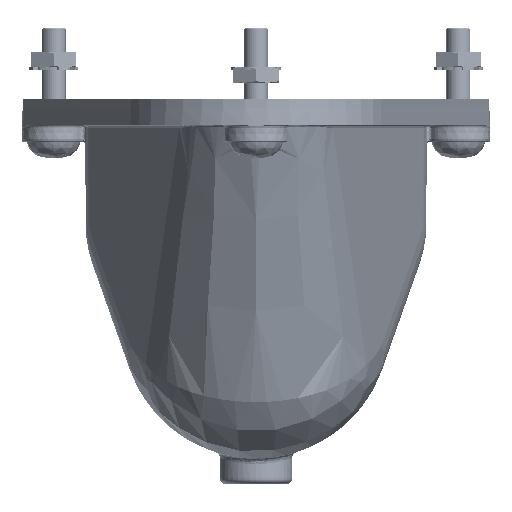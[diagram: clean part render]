
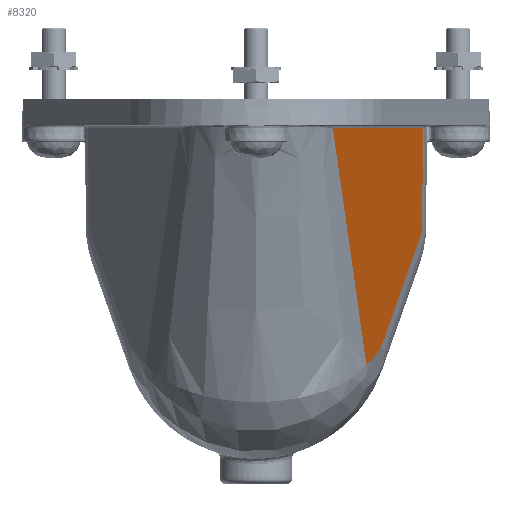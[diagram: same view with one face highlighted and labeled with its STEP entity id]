
A CAD part, front view. The second image highlights one B-rep face of the part: STEP entity #8320.
In plain terms, the highlighted planar face has unit normal (0.953, -0.302, -0.009).
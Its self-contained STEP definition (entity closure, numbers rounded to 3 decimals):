
#2223=CARTESIAN_POINT('',(19.364,41.153,-44.955));
#2563=DIRECTION('',(-0.302,-0.953,0.));
#2564=VECTOR('',#2563,52.337);
#2565=CARTESIAN_POINT('',(29.294,71.257,-3.496));
#2566=LINE('',#2565,#2564);
#2567=DIRECTION('',(-0.009,0.001,-1.));
#2568=VECTOR('',#2567,17.363);
#2569=CARTESIAN_POINT('',(29.294,71.257,-3.496));
#2570=LINE('',#2569,#2568);
#2571=CARTESIAN_POINT('',(29.142,71.281,-20.858));
#2572=CARTESIAN_POINT('',(29.141,71.281,-20.98));
#2573=CARTESIAN_POINT('',(29.13,71.254,-21.23));
#2574=CARTESIAN_POINT('',(29.081,71.109,-21.635));
#2575=CARTESIAN_POINT('',(28.992,70.842,-22.058));
#2576=CARTESIAN_POINT('',(28.906,70.578,-22.342));
#2577=CARTESIAN_POINT('',(28.855,70.424,-22.484));
#2579=DIRECTION('',(-0.233,-0.716,-0.658));
#2580=VECTOR('',#2579,28.082);
#2581=CARTESIAN_POINT('',(28.855,70.424,-22.484));
#2582=LINE('',#2581,#2580);
#2583=CARTESIAN_POINT('',(22.31,50.323,-40.968));
#2584=CARTESIAN_POINT('',(22.214,50.029,-41.238));
#2585=CARTESIAN_POINT('',(22.02,49.431,-41.703));
#2586=CARTESIAN_POINT('',(21.743,48.572,-42.244));
#2587=CARTESIAN_POINT('',(21.481,47.761,-42.682));
#2588=CARTESIAN_POINT('',(21.231,46.984,-43.053));
#2589=CARTESIAN_POINT('',(20.984,46.212,-43.384));
#2590=CARTESIAN_POINT('',(20.727,45.414,-43.695));
#2591=CARTESIAN_POINT('',(20.465,44.595,-43.984));
#2592=CARTESIAN_POINT('',(20.198,43.761,-44.253));
#2593=CARTESIAN_POINT('',(19.929,42.92,-44.501));
#2594=CARTESIAN_POINT('',(19.657,42.069,-44.731));
#2595=CARTESIAN_POINT('',(19.463,41.463,-44.882));
#2596=CARTESIAN_POINT('',(19.364,41.153,-44.955));
#2598=CARTESIAN_POINT('',(19.364,41.153,-44.955));
#2599=CARTESIAN_POINT('',(17.399,34.559,-31.136));
#2600=CARTESIAN_POINT('',(15.434,27.965,-17.316));
#2601=CARTESIAN_POINT('',(13.468,21.37,-3.496));
#3267=VERTEX_POINT('',#2223);
#3268=VERTEX_POINT('',#2583);
#3271=CARTESIAN_POINT('',(28.855,70.424,-22.484));
#3272=VERTEX_POINT('',#3271);
#3288=VERTEX_POINT('',#2571);
#3338=CARTESIAN_POINT('',(29.294,71.257,-3.494));
#3339=VERTEX_POINT('',#3338);
#3342=CARTESIAN_POINT('',(13.468,21.37,-3.496));
#3343=VERTEX_POINT('',#3342);
#8306=CARTESIAN_POINT('',(30.,73.47,-3.));
#8307=DIRECTION('',(-0.953,0.302,0.009));
#8308=DIRECTION('',(0.302,0.953,0.));
#8309=AXIS2_PLACEMENT_3D('',#8306,#8307,#8308);
#8310=PLANE('',#8309);
#8311=ORIENTED_EDGE('',*,*,#7668,.F.);
#8313=ORIENTED_EDGE('',*,*,#8312,.T.);
#8314=ORIENTED_EDGE('',*,*,#8299,.T.);
#8315=ORIENTED_EDGE('',*,*,#6545,.T.);
#8316=ORIENTED_EDGE('',*,*,#6612,.T.);
#8317=ORIENTED_EDGE('',*,*,#7583,.T.);
#8318=EDGE_LOOP('',(#8311,#8313,#8314,#8315,#8316,#8317));
#8319=FACE_OUTER_BOUND('',#8318,.F.);
#8320=ADVANCED_FACE('',(#8319),#8310,.F.);
#2578=B_SPLINE_CURVE_WITH_KNOTS('',3,(#2571,#2572,#2573,#2574,#2575,#2576,
#2577),.UNSPECIFIED.,.F.,.F.,(4,1,1,1,4),(0.,0.25,0.5,0.75,1.),
.UNSPECIFIED.);
#2597=B_SPLINE_CURVE_WITH_KNOTS('',3,(#2583,#2584,#2585,#2586,#2587,#2588,#2589,
#2590,#2591,#2592,#2593,#2594,#2595,#2596),.UNSPECIFIED.,.F.,.F.,(4,1,1,1,1,1,1,
1,1,1,1,4),(0.,0.091,0.182,0.273,
0.364,0.455,0.545,0.636,
0.727,0.818,0.909,1.),.UNSPECIFIED.);
#2602=B_SPLINE_CURVE_WITH_KNOTS('',3,(#2598,#2599,#2600,#2601),.UNSPECIFIED.,
.F.,.F.,(4,4),(0.,1.),.UNSPECIFIED.);
#6545=EDGE_CURVE('',#3272,#3268,#2582,.T.);
#6612=EDGE_CURVE('',#3268,#3267,#2597,.T.);
#7583=EDGE_CURVE('',#3267,#3343,#2602,.T.);
#7668=EDGE_CURVE('',#3339,#3343,#2566,.T.);
#8299=EDGE_CURVE('',#3288,#3272,#2578,.T.);
#8312=EDGE_CURVE('',#3339,#3288,#2570,.T.);
